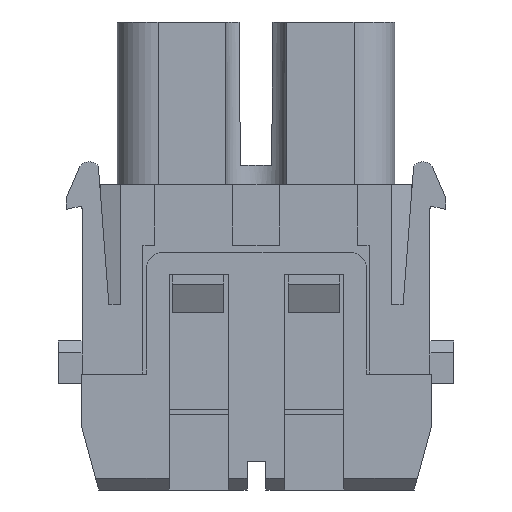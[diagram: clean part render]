
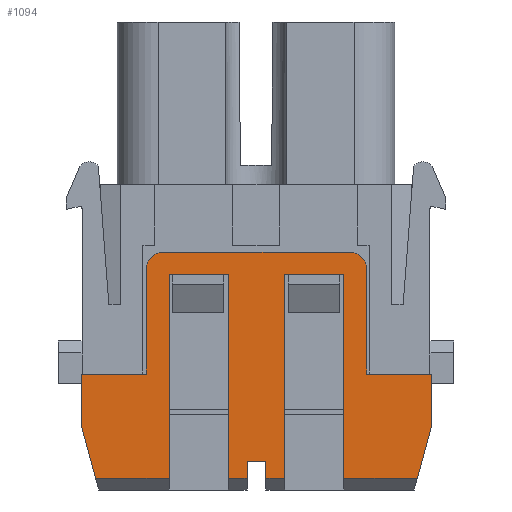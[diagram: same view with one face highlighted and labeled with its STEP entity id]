
A CAD part, front view. The second image highlights one B-rep face of the part: STEP entity #1094.
In plain terms, the highlighted planar face has unit normal (0, -1, 0).
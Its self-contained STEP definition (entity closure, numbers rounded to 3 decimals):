
#500=CIRCLE('',#10868,1.5);
#503=CIRCLE('',#10872,1.5);
#1094=ADVANCED_FACE('',(#1926),#1529,.T.);
#1529=PLANE('',#10989);
#1926=FACE_OUTER_BOUND('',#2505,.T.);
#2505=EDGE_LOOP('',(#4819,#4820,#4821,#4822,#4823,#4824,#4825,#4826,#4827,
#4828,#4829,#4830,#4831,#4832,#4833,#4834,#4835,#4836,#4837,#4838,#4839,
#4840,#4841,#4842));
#4819=ORIENTED_EDGE('',*,*,#8114,.F.);
#4820=ORIENTED_EDGE('',*,*,#7929,.T.);
#4821=ORIENTED_EDGE('',*,*,#8164,.T.);
#4822=ORIENTED_EDGE('',*,*,#8211,.T.);
#4823=ORIENTED_EDGE('',*,*,#8162,.T.);
#4824=ORIENTED_EDGE('',*,*,#8073,.T.);
#4825=ORIENTED_EDGE('',*,*,#7942,.T.);
#4826=ORIENTED_EDGE('',*,*,#7993,.F.);
#4827=ORIENTED_EDGE('',*,*,#7986,.F.);
#4828=ORIENTED_EDGE('',*,*,#7990,.T.);
#4829=ORIENTED_EDGE('',*,*,#7946,.T.);
#4830=ORIENTED_EDGE('',*,*,#8032,.T.);
#4831=ORIENTED_EDGE('',*,*,#8026,.T.);
#4832=ORIENTED_EDGE('',*,*,#8029,.F.);
#4833=ORIENTED_EDGE('',*,*,#7950,.T.);
#4834=ORIENTED_EDGE('',*,*,#8019,.F.);
#4835=ORIENTED_EDGE('',*,*,#8012,.F.);
#4836=ORIENTED_EDGE('',*,*,#8016,.T.);
#4837=ORIENTED_EDGE('',*,*,#7954,.T.);
#4838=ORIENTED_EDGE('',*,*,#8078,.T.);
#4839=ORIENTED_EDGE('',*,*,#8152,.F.);
#4840=ORIENTED_EDGE('',*,*,#8212,.T.);
#4841=ORIENTED_EDGE('',*,*,#8168,.F.);
#4842=ORIENTED_EDGE('',*,*,#7923,.T.);
#6662=VERTEX_POINT('',#21755);
#6663=VERTEX_POINT('',#21756);
#6668=VERTEX_POINT('',#21767);
#6669=VERTEX_POINT('',#21769);
#6679=VERTEX_POINT('',#21792);
#6681=VERTEX_POINT('',#21796);
#6683=VERTEX_POINT('',#21801);
#6685=VERTEX_POINT('',#21805);
#6687=VERTEX_POINT('',#21810);
#6689=VERTEX_POINT('',#21814);
#6691=VERTEX_POINT('',#21819);
#6693=VERTEX_POINT('',#21823);
#6719=VERTEX_POINT('',#21898);
#6720=VERTEX_POINT('',#21900);
#6735=VERTEX_POINT('',#21958);
#6736=VERTEX_POINT('',#21960);
#6743=VERTEX_POINT('',#21984);
#6745=VERTEX_POINT('',#21988);
#6783=VERTEX_POINT('',#22145);
#6785=VERTEX_POINT('',#22152);
#6822=VERTEX_POINT('',#22297);
#6828=VERTEX_POINT('',#22317);
#6829=VERTEX_POINT('',#22321);
#6832=VERTEX_POINT('',#22329);
#7923=EDGE_CURVE('',#6662,#6663,#500,.T.);
#7929=EDGE_CURVE('',#6669,#6668,#503,.T.);
#7942=EDGE_CURVE('',#6679,#6681,#9214,.T.);
#7946=EDGE_CURVE('',#6683,#6685,#9218,.T.);
#7950=EDGE_CURVE('',#6687,#6689,#9222,.T.);
#7954=EDGE_CURVE('',#6691,#6693,#9226,.T.);
#7986=EDGE_CURVE('',#6719,#6720,#9255,.T.);
#7990=EDGE_CURVE('',#6719,#6683,#9258,.T.);
#7993=EDGE_CURVE('',#6720,#6681,#9261,.T.);
#8012=EDGE_CURVE('',#6735,#6736,#9277,.T.);
#8016=EDGE_CURVE('',#6735,#6691,#9280,.T.);
#8019=EDGE_CURVE('',#6736,#6689,#9283,.T.);
#8026=EDGE_CURVE('',#6743,#6745,#9290,.T.);
#8029=EDGE_CURVE('',#6687,#6745,#9293,.T.);
#8032=EDGE_CURVE('',#6685,#6743,#9296,.T.);
#8073=EDGE_CURVE('',#6783,#6679,#9315,.T.);
#8078=EDGE_CURVE('',#6693,#6785,#9320,.T.);
#8114=EDGE_CURVE('',#6669,#6663,#9348,.T.);
#8152=EDGE_CURVE('',#6822,#6785,#9375,.T.);
#8162=EDGE_CURVE('',#6828,#6783,#9385,.T.);
#8164=EDGE_CURVE('',#6668,#6829,#9387,.T.);
#8168=EDGE_CURVE('',#6662,#6832,#9391,.T.);
#8211=EDGE_CURVE('',#6829,#6828,#9421,.T.);
#8212=EDGE_CURVE('',#6822,#6832,#9422,.T.);
#9214=LINE('',#21797,#10091);
#9218=LINE('',#21806,#10095);
#9222=LINE('',#21815,#10099);
#9226=LINE('',#21824,#10103);
#9255=LINE('',#21899,#10132);
#9258=LINE('',#21910,#10135);
#9261=LINE('',#21915,#10138);
#9277=LINE('',#21959,#10154);
#9280=LINE('',#21970,#10157);
#9283=LINE('',#21975,#10160);
#9290=LINE('',#21989,#10167);
#9293=LINE('',#21993,#10170);
#9296=LINE('',#21997,#10173);
#9315=LINE('',#22144,#10192);
#9320=LINE('',#22153,#10197);
#9348=LINE('',#22222,#10225);
#9375=LINE('',#22298,#10253);
#9385=LINE('',#22316,#10263);
#9387=LINE('',#22320,#10265);
#9391=LINE('',#22328,#10269);
#9421=LINE('',#22454,#10302);
#9422=LINE('',#22455,#10303);
#10091=VECTOR('',#12661,1.);
#10095=VECTOR('',#12667,1.);
#10099=VECTOR('',#12673,1.);
#10103=VECTOR('',#12679,1.);
#10132=VECTOR('',#12724,1.);
#10135=VECTOR('',#12729,1.);
#10138=VECTOR('',#12734,1.);
#10154=VECTOR('',#12758,1.);
#10157=VECTOR('',#12763,1.);
#10160=VECTOR('',#12768,1.);
#10167=VECTOR('',#12777,1.);
#10170=VECTOR('',#12782,1.);
#10173=VECTOR('',#12787,1.);
#10192=VECTOR('',#12844,1.);
#10197=VECTOR('',#12851,1.);
#10225=VECTOR('',#12925,1.);
#10253=VECTOR('',#12993,1.);
#10263=VECTOR('',#13009,1.);
#10265=VECTOR('',#13013,1.);
#10269=VECTOR('',#13019,1.);
#10302=VECTOR('',#13090,1.);
#10303=VECTOR('',#13091,1.);
#10868=AXIS2_PLACEMENT_3D('',#21754,#12626,#12627);
#10872=AXIS2_PLACEMENT_3D('',#21768,#12637,#12638);
#10989=AXIS2_PLACEMENT_3D('',#22456,#13092,#13093);
#12626=DIRECTION('',(0.,-1.,0.));
#12627=DIRECTION('',(0.,0.,-1.));
#12637=DIRECTION('',(0.,-1.,0.));
#12638=DIRECTION('',(0.,0.,-1.));
#12661=DIRECTION('',(1.,0.,0.));
#12667=DIRECTION('',(1.,0.,0.));
#12673=DIRECTION('',(1.,0.,0.));
#12679=DIRECTION('',(1.,0.,0.));
#12724=DIRECTION('',(-1.,0.,0.));
#12729=DIRECTION('',(0.,0.,-1.));
#12734=DIRECTION('',(0.,0.,-1.));
#12758=DIRECTION('',(-1.,0.,0.));
#12763=DIRECTION('',(0.,0.,-1.));
#12768=DIRECTION('',(0.,0.,-1.));
#12777=DIRECTION('',(1.,0.,0.));
#12782=DIRECTION('',(0.,0.,1.));
#12787=DIRECTION('',(0.,0.,1.));
#12844=DIRECTION('',(0.263,0.,-0.965));
#12851=DIRECTION('',(0.263,0.,0.965));
#12925=DIRECTION('',(1.,0.,0.));
#12993=DIRECTION('',(0.,0.,-1.));
#13009=DIRECTION('',(0.,0.,-1.));
#13013=DIRECTION('',(0.,0.,-1.));
#13019=DIRECTION('',(0.,0.,-1.));
#13090=DIRECTION('',(-1.,0.,0.));
#13091=DIRECTION('',(-1.,0.,0.));
#13092=DIRECTION('',(0.,-1.,0.));
#13093=DIRECTION('',(0.,0.,-1.));
#21754=CARTESIAN_POINT('',(8.007,1.636,-7.5));
#21755=CARTESIAN_POINT('',(9.507,1.636,-7.5));
#21756=CARTESIAN_POINT('',(8.007,1.636,-6.));
#21767=CARTESIAN_POINT('',(-9.507,1.636,-7.5));
#21768=CARTESIAN_POINT('',(-8.007,1.636,-7.5));
#21769=CARTESIAN_POINT('',(-8.007,1.636,-6.));
#21792=CARTESIAN_POINT('',(-13.863,1.636,-25.5));
#21796=CARTESIAN_POINT('',(-7.53,1.636,-25.5));
#21797=CARTESIAN_POINT('',(14.587,1.636,-25.5));
#21801=CARTESIAN_POINT('',(-2.429,1.636,-25.5));
#21805=CARTESIAN_POINT('',(-0.808,1.636,-25.5));
#21806=CARTESIAN_POINT('',(14.587,1.636,-25.5));
#21810=CARTESIAN_POINT('',(0.808,1.636,-25.5));
#21814=CARTESIAN_POINT('',(2.43,1.636,-25.5));
#21815=CARTESIAN_POINT('',(14.587,1.636,-25.5));
#21819=CARTESIAN_POINT('',(7.53,1.636,-25.5));
#21823=CARTESIAN_POINT('',(13.863,1.636,-25.5));
#21824=CARTESIAN_POINT('',(14.587,1.636,-25.5));
#21898=CARTESIAN_POINT('',(-2.429,1.636,-7.9));
#21899=CARTESIAN_POINT('',(-2.354,1.636,-7.9));
#21900=CARTESIAN_POINT('',(-7.53,1.636,-7.9));
#21910=CARTESIAN_POINT('',(-2.429,1.636,-7.9));
#21915=CARTESIAN_POINT('',(-7.53,1.636,-16.5));
#21958=CARTESIAN_POINT('',(7.53,1.636,-7.9));
#21959=CARTESIAN_POINT('',(7.605,1.636,-7.9));
#21960=CARTESIAN_POINT('',(2.43,1.636,-7.9));
#21970=CARTESIAN_POINT('',(7.53,1.636,-7.9));
#21975=CARTESIAN_POINT('',(2.43,1.636,-16.5));
#21984=CARTESIAN_POINT('',(-0.808,1.636,-24.));
#21988=CARTESIAN_POINT('',(0.808,1.636,-24.));
#21989=CARTESIAN_POINT('',(14.587,1.636,-24.));
#21993=CARTESIAN_POINT('',(0.808,1.636,-16.5));
#21997=CARTESIAN_POINT('',(-0.808,1.636,-24.));
#22144=CARTESIAN_POINT('',(-14.178,1.636,-24.345));
#22145=CARTESIAN_POINT('',(-15.09,1.636,-21.));
#22152=CARTESIAN_POINT('',(15.09,1.636,-21.));
#22153=CARTESIAN_POINT('',(16.198,1.636,-16.939));
#22222=CARTESIAN_POINT('',(8.199,1.636,-6.));
#22297=CARTESIAN_POINT('',(15.09,1.636,-16.5));
#22298=CARTESIAN_POINT('',(15.09,1.636,-16.5));
#22316=CARTESIAN_POINT('',(-15.09,1.636,-16.5));
#22317=CARTESIAN_POINT('',(-15.09,1.636,-16.5));
#22320=CARTESIAN_POINT('',(-9.507,1.636,-16.5));
#22321=CARTESIAN_POINT('',(-9.507,1.636,-16.5));
#22328=CARTESIAN_POINT('',(9.507,1.636,-16.5));
#22329=CARTESIAN_POINT('',(9.507,1.636,-16.5));
#22454=CARTESIAN_POINT('',(-9.507,1.636,-16.5));
#22455=CARTESIAN_POINT('',(14.587,1.636,-16.5));
#22456=CARTESIAN_POINT('',(14.587,1.636,-16.5));
